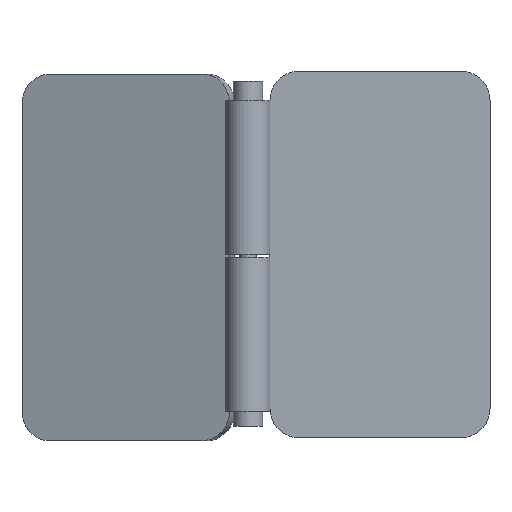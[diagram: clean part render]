
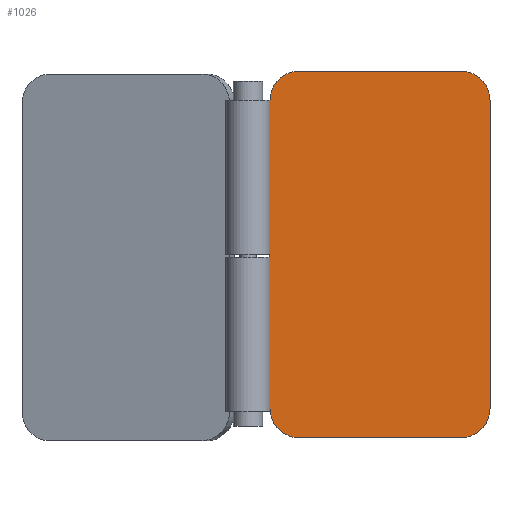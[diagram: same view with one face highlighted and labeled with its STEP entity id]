
A CAD part, top view. The second image highlights one B-rep face of the part: STEP entity #1026.
In plain terms, the highlighted planar face has unit normal (0, 0, 1).
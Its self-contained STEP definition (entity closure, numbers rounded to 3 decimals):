
#1 = CARTESIAN_POINT ( 'NONE',  ( 4.75, 3.625, 1. ) ) ;
#7 = VECTOR ( 'NONE', #691, 1000. ) ;
#21 = CARTESIAN_POINT ( 'NONE',  ( 17.75, -8.875, 1. ) ) ;
#22 = EDGE_CURVE ( 'NONE', #268, #1102, #985, .T. ) ;
#27 = ORIENTED_EDGE ( 'NONE', *, *, #824, .T. ) ;
#69 = VECTOR ( 'NONE', #1070, 1000. ) ;
#73 = VERTEX_POINT ( 'NONE', #207 ) ;
#87 = ORIENTED_EDGE ( 'NONE', *, *, #396, .F. ) ;
#96 = ORIENTED_EDGE ( 'NONE', *, *, #906, .T. ) ;
#100 = ORIENTED_EDGE ( 'NONE', *, *, #630, .F. ) ;
#115 = CARTESIAN_POINT ( 'NONE',  ( 17.75, 14.125, 1. ) ) ;
#120 = CIRCLE ( 'NONE', #398, 2. ) ;
#129 = VERTEX_POINT ( 'NONE', #391 ) ;
#133 = CARTESIAN_POINT ( 'NONE',  ( 6.75, -6.875, 1. ) ) ;
#155 = ORIENTED_EDGE ( 'NONE', *, *, #788, .T. ) ;
#156 = CARTESIAN_POINT ( 'NONE',  ( 0., 3.625, 1. ) ) ;
#159 = ORIENTED_EDGE ( 'NONE', *, *, #273, .T. ) ;
#171 = LINE ( 'NONE', #21, #7 ) ;
#196 = VERTEX_POINT ( 'NONE', #477 ) ;
#199 = CARTESIAN_POINT ( 'NONE',  ( 4.664, 1.822, 1. ) ) ;
#200 = DIRECTION ( 'NONE',  ( 0., 0., 1. ) ) ;
#207 = CARTESIAN_POINT ( 'NONE',  ( 17.75, 16.125, 1. ) ) ;
#215 = CARTESIAN_POINT ( 'NONE',  ( 4.75, -6.875, 1. ) ) ;
#229 = DIRECTION ( 'NONE',  ( 0., 0., 1. ) ) ;
#253 = DIRECTION ( 'NONE',  ( 0., 0., 1. ) ) ;
#256 = VERTEX_POINT ( 'NONE', #827 ) ;
#265 = CARTESIAN_POINT ( 'NONE',  ( 0., 14.125, 1. ) ) ;
#268 = VERTEX_POINT ( 'NONE', #1 ) ;
#273 = EDGE_CURVE ( 'NONE', #434, #511, #516, .T. ) ;
#274 = ORIENTED_EDGE ( 'NONE', *, *, #909, .T. ) ;
#288 = CIRCLE ( 'NONE', #926, 2. ) ;
#298 = LINE ( 'NONE', #637, #336 ) ;
#328 = LINE ( 'NONE', #156, #687 ) ;
#334 = CARTESIAN_POINT ( 'NONE',  ( 6.75, 14.125, 1. ) ) ;
#336 = VECTOR ( 'NONE', #979, 1000. ) ;
#343 = LINE ( 'NONE', #265, #636 ) ;
#351 = DIRECTION ( 'NONE',  ( -1., 0., 0. ) ) ;
#359 = EDGE_LOOP ( 'NONE', ( #159, #982, #100, #87, #779, #96, #155, #524, #27, #406, #274 ) ) ;
#367 = DIRECTION ( 'NONE',  ( 0., 1., 0. ) ) ;
#377 = CARTESIAN_POINT ( 'NONE',  ( 19.75, -6.875, 1. ) ) ;
#387 = CARTESIAN_POINT ( 'NONE',  ( 17.75, -6.875, 1. ) ) ;
#391 = CARTESIAN_POINT ( 'NONE',  ( 4.664, 14.125, 1. ) ) ;
#396 = EDGE_CURVE ( 'NONE', #268, #196, #328, .T. ) ;
#398 = AXIS2_PLACEMENT_3D ( 'NONE', #115, #200, #549 ) ;
#406 = ORIENTED_EDGE ( 'NONE', *, *, #841, .T. ) ;
#422 = CARTESIAN_POINT ( 'NONE',  ( 4.75, 14.125, 1. ) ) ;
#434 = VERTEX_POINT ( 'NONE', #678 ) ;
#470 = CARTESIAN_POINT ( 'NONE',  ( 19.75, 14.125, 1. ) ) ;
#477 = CARTESIAN_POINT ( 'NONE',  ( 4.664, 3.625, 1. ) ) ;
#507 = VERTEX_POINT ( 'NONE', #750 ) ;
#511 = VERTEX_POINT ( 'NONE', #422 ) ;
#516 = CIRCLE ( 'NONE', #836, 2. ) ;
#518 = DIRECTION ( 'NONE',  ( -1., 0., 0. ) ) ;
#524 = ORIENTED_EDGE ( 'NONE', *, *, #875, .T. ) ;
#547 = AXIS2_PLACEMENT_3D ( 'NONE', #387, #964, #1055 ) ;
#549 = DIRECTION ( 'NONE',  ( 1., 0., 0. ) ) ;
#588 = DIRECTION ( 'NONE',  ( 1., 0., 0. ) ) ;
#630 = EDGE_CURVE ( 'NONE', #196, #129, #957, .T. ) ;
#636 = VECTOR ( 'NONE', #351, 1000. ) ;
#637 = CARTESIAN_POINT ( 'NONE',  ( 17.75, 16.125, 1. ) ) ;
#650 = FACE_OUTER_BOUND ( 'NONE', #359, .T. ) ;
#678 = CARTESIAN_POINT ( 'NONE',  ( 6.75, 16.125, 1. ) ) ;
#687 = VECTOR ( 'NONE', #518, 1000. ) ;
#688 = VERTEX_POINT ( 'NONE', #869 ) ;
#691 = DIRECTION ( 'NONE',  ( 1., 0., 0. ) ) ;
#695 = EDGE_CURVE ( 'NONE', #511, #129, #343, .T. ) ;
#715 = DIRECTION ( 'NONE',  ( 0., 0., 1. ) ) ;
#716 = VECTOR ( 'NONE', #367, 1000. ) ;
#734 = VECTOR ( 'NONE', #871, 1000. ) ;
#750 = CARTESIAN_POINT ( 'NONE',  ( 17.75, -8.875, 1. ) ) ;
#779 = ORIENTED_EDGE ( 'NONE', *, *, #22, .T. ) ;
#787 = LINE ( 'NONE', #377, #716 ) ;
#788 = EDGE_CURVE ( 'NONE', #688, #507, #171, .T. ) ;
#824 = EDGE_CURVE ( 'NONE', #256, #931, #787, .T. ) ;
#827 = CARTESIAN_POINT ( 'NONE',  ( 19.75, -6.875, 1. ) ) ;
#836 = AXIS2_PLACEMENT_3D ( 'NONE', #334, #253, #588 ) ;
#841 = EDGE_CURVE ( 'NONE', #931, #73, #120, .T. ) ;
#869 = CARTESIAN_POINT ( 'NONE',  ( 6.75, -8.875, 1. ) ) ;
#871 = DIRECTION ( 'NONE',  ( 0., 1., 0. ) ) ;
#875 = EDGE_CURVE ( 'NONE', #507, #256, #883, .T. ) ;
#883 = CIRCLE ( 'NONE', #547, 2. ) ;
#906 = EDGE_CURVE ( 'NONE', #1102, #688, #288, .T. ) ;
#909 = EDGE_CURVE ( 'NONE', #73, #434, #298, .T. ) ;
#914 = AXIS2_PLACEMENT_3D ( 'NONE', #1096, #229, #1092 ) ;
#922 = CARTESIAN_POINT ( 'NONE',  ( 4.75, -6.875, 1. ) ) ;
#926 = AXIS2_PLACEMENT_3D ( 'NONE', #133, #715, #1067 ) ;
#931 = VERTEX_POINT ( 'NONE', #470 ) ;
#957 = LINE ( 'NONE', #199, #734 ) ;
#964 = DIRECTION ( 'NONE',  ( 0., 0., 1. ) ) ;
#979 = DIRECTION ( 'NONE',  ( -1., 0., 0. ) ) ;
#982 = ORIENTED_EDGE ( 'NONE', *, *, #695, .T. ) ;
#985 = LINE ( 'NONE', #215, #69 ) ;
#990 = PLANE ( 'NONE',  #914 ) ;
#1026 = ADVANCED_FACE ( 'NONE', ( #650 ), #990, .T. ) ;
#1055 = DIRECTION ( 'NONE',  ( 1., 0., 0. ) ) ;
#1067 = DIRECTION ( 'NONE',  ( 1., 0., 0. ) ) ;
#1070 = DIRECTION ( 'NONE',  ( 0., -1., 0. ) ) ;
#1092 = DIRECTION ( 'NONE',  ( 1., 0., 0. ) ) ;
#1096 = CARTESIAN_POINT ( 'NONE',  ( 6.75, 14.125, 1. ) ) ;
#1102 = VERTEX_POINT ( 'NONE', #922 ) ;
